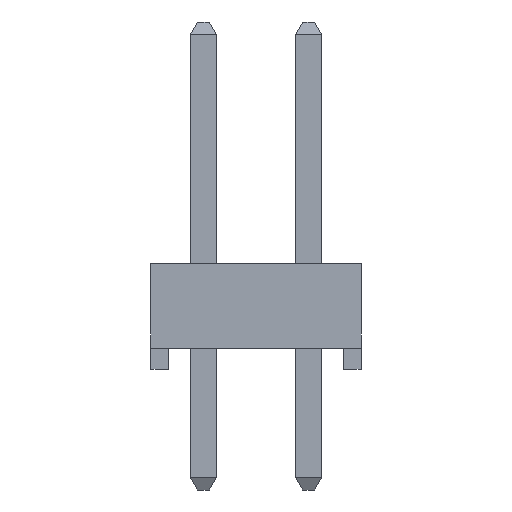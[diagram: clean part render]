
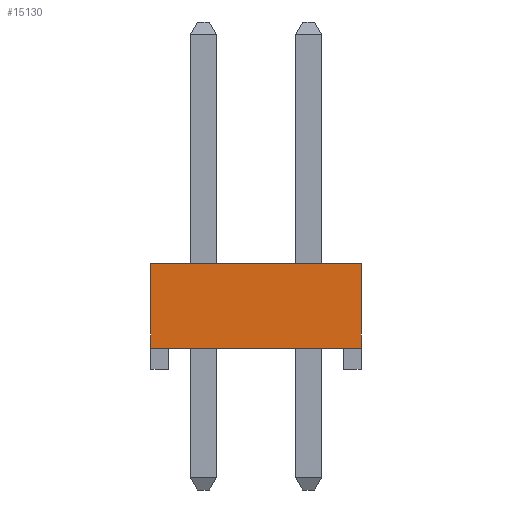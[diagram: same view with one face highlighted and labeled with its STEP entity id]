
A CAD part, left-side view. The second image highlights one B-rep face of the part: STEP entity #15130.
In plain terms, the highlighted planar face has unit normal (-1, 0, 0).
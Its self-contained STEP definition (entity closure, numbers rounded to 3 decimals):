
#126=FACE_OUTER_BOUND($,#1110,.T.);
#1110=EDGE_LOOP($,(#9911,#9912,#9913,#9914));
#2107=LINE($,#21448,#4247);
#2119=LINE($,#21473,#4259);
#2120=LINE($,#21474,#4260);
#2121=LINE($,#21475,#4261);
#4247=VECTOR($,#17332,5.08);
#4259=VECTOR($,#17346,5.08);
#4260=VECTOR($,#17347,2.032);
#4261=VECTOR($,#17348,2.032);
#6379=VERTEX_POINT($,#21445);
#6380=VERTEX_POINT($,#21447);
#6391=VERTEX_POINT($,#21471);
#6392=VERTEX_POINT($,#21472);
#7739=EDGE_CURVE($,#6379,#6380,#2107,.T.);
#7751=EDGE_CURVE($,#6391,#6392,#2119,.T.);
#7752=EDGE_CURVE($,#6380,#6392,#2120,.T.);
#7753=EDGE_CURVE($,#6391,#6379,#2121,.T.);
#9911=ORIENTED_EDGE($,*,*,#7751,.T.);
#9912=ORIENTED_EDGE($,*,*,#7752,.F.);
#9913=ORIENTED_EDGE($,*,*,#7739,.F.);
#9914=ORIENTED_EDGE($,*,*,#7753,.F.);
#14146=PLANE($,#16311);
#15130=ADVANCED_FACE($,(#126),#14146,.F.);
#16311=AXIS2_PLACEMENT_3D($,#21470,#17344,#17345);
#17332=DIRECTION($,(0.,1.,0.));
#17344=DIRECTION('center_axis',(1.,0.,0.));
#17345=DIRECTION('ref_axis',(0.,1.,0.));
#17346=DIRECTION($,(0.,1.,0.));
#17347=DIRECTION($,(0.,0.,1.));
#17348=DIRECTION($,(0.,0.,-1.));
#21445=CARTESIAN_POINT('',(-17.78,-2.54,0.508));
#21447=CARTESIAN_POINT('',(-17.78,2.54,0.508));
#21448=CARTESIAN_POINT($,(-17.78,0.,0.508));
#21470=CARTESIAN_POINT('Origin',(-17.78,0.,1.524));
#21471=CARTESIAN_POINT('',(-17.78,-2.54,2.54));
#21472=CARTESIAN_POINT('',(-17.78,2.54,2.54));
#21473=CARTESIAN_POINT($,(-17.78,0.,2.54));
#21474=CARTESIAN_POINT($,(-17.78,2.54,1.524));
#21475=CARTESIAN_POINT($,(-17.78,-2.54,1.524));
